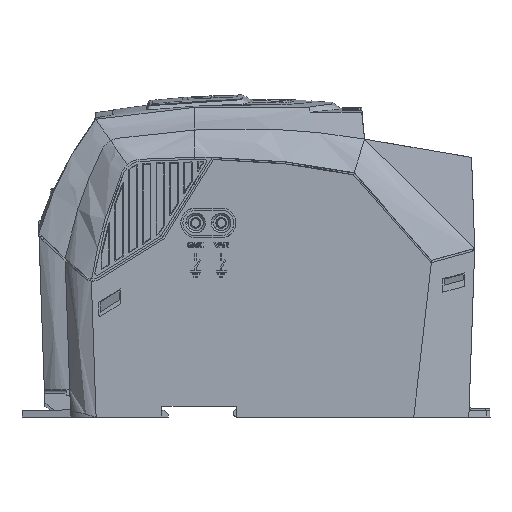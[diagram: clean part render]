
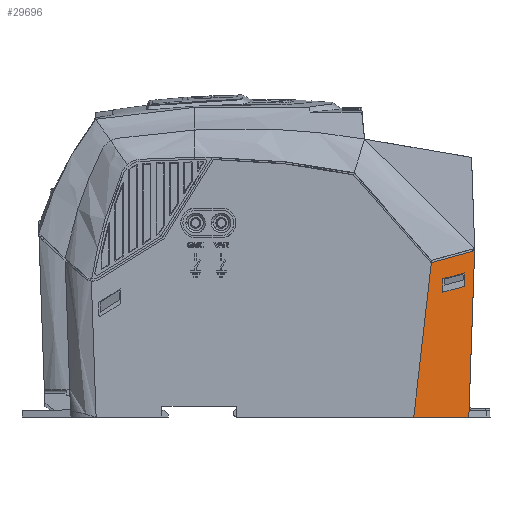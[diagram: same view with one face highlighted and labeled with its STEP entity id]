
A CAD part, left-side view. The second image highlights one B-rep face of the part: STEP entity #29696.
In plain terms, the highlighted free-form (B-spline) face has degree [2, 2] with [4, 4] control points.
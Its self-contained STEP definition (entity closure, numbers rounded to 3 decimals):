
#4092 = B_SPLINE_SURFACE_WITH_KNOTS ( 'NONE', 2, 2, ( 
 ( #101167, #193547, #285927, #10309 ),
 ( #291882, #113114, #134332, #225245 ),
 ( #85891, #37495, #111591, #129847 ),
 ( #157072, #202513, #64718, #222245 ) ),
 .UNSPECIFIED., .F., .F., .F.,
 ( 3, 1, 3 ),
 ( 3, 1, 3 ),
 ( 0., 1.594, 3.189 ),
 ( 0., 0.5, 1. ),
 .UNSPECIFIED. ) ;
#8813 = FACE_OUTER_BOUND ( 'NONE', #10738, .T. ) ;
#8839 = CARTESIAN_POINT ( 'NONE',  ( -89.585, -10.252, 33.135 ) ) ;
#10309 = CARTESIAN_POINT ( 'NONE',  ( -86.913, -21.968, 46.556 ) ) ;
#10738 = EDGE_LOOP ( 'NONE', ( #127604, #274813, #107580, #236483 ) ) ;
#12082 = VERTEX_POINT ( 'NONE', #277795 ) ;
#12460 = CARTESIAN_POINT ( 'NONE',  ( -91.098, 6.812, -33.048 ) ) ;
#18875 = CARTESIAN_POINT ( 'NONE',  ( -90.159, -6.968, 25.903 ) ) ;
#20106 = EDGE_CURVE ( 'NONE', #66656, #131524, #283498, .T. ) ;
#21001 = CARTESIAN_POINT ( 'NONE',  ( -85.873, -12.688, -33.048 ) ) ;
#21124 = CARTESIAN_POINT ( 'NONE',  ( -86.2, -21.255, 26.131 ) ) ;
#29696 = ADVANCED_FACE ( 'NONE', ( #123861, #8813 ), #4092, .T. ) ;
#30060 = VERTEX_POINT ( 'NONE', #18875 ) ;
#32402 = EDGE_CURVE ( 'NONE', #30060, #66656, #247411, .T. ) ;
#37495 = CARTESIAN_POINT ( 'NONE',  ( -89.773, -1.443, -14.198 ) ) ;
#47722 = EDGE_CURVE ( 'NONE', #236934, #187616, #125213, .T. ) ;
#49130 = CARTESIAN_POINT ( 'NONE',  ( -90.36, -6.968, 30.121 ) ) ;
#49517 = CARTESIAN_POINT ( 'NONE',  ( -88.406, -13.572, 27.722 ) ) ;
#53793 = EDGE_LOOP ( 'NONE', ( #117973, #87826, #55700, #212115 ) ) ;
#55700 = ORIENTED_EDGE ( 'NONE', *, *, #20106, .T. ) ;
#57901 = CARTESIAN_POINT ( 'NONE',  ( -91.523, 4.042, -8.739 ) ) ;
#58749 = CARTESIAN_POINT ( 'NONE',  ( -87.792, -16.968, 34.985 ) ) ;
#64718 = CARTESIAN_POINT ( 'NONE',  ( -85.873, -12.688, -33.048 ) ) ;
#66656 = VERTEX_POINT ( 'NONE', #261077 ) ;
#71057 = CARTESIAN_POINT ( 'NONE',  ( -84.827, -19.883, -13.147 ) ) ;
#72012 = EDGE_CURVE ( 'NONE', #118352, #236934, #257404, .T. ) ;
#72027 = B_SPLINE_CURVE_WITH_KNOTS ( 'NONE', 3,
 ( #101651, #171297, #172807, #124363 ),
 .UNSPECIFIED., .F., .F.,
 ( 4, 4 ),
 ( 0., 0.006 ),
 .UNSPECIFIED. ) ;
#85891 = CARTESIAN_POINT ( 'NONE',  ( -91.421, 4.704, -14.548 ) ) ;
#87826 = ORIENTED_EDGE ( 'NONE', *, *, #32402, .T. ) ;
#89697 = CARTESIAN_POINT ( 'NONE',  ( -88.794, -14.802, 43.545 ) ) ;
#90998 = CARTESIAN_POINT ( 'NONE',  ( -87.792, -16.968, 34.985 ) ) ;
#91411 = CARTESIAN_POINT ( 'NONE',  ( -91.098, 6.812, -33.048 ) ) ;
#94573 = CARTESIAN_POINT ( 'NONE',  ( -90.159, -6.968, 25.903 ) ) ;
#96441 = CARTESIAN_POINT ( 'NONE',  ( -87.504, -16.968, 28.657 ) ) ;
#101167 = CARTESIAN_POINT ( 'NONE',  ( -92.39, -1.62, 40.952 ) ) ;
#101651 = CARTESIAN_POINT ( 'NONE',  ( -87.792, -16.968, 34.985 ) ) ;
#104830 = CARTESIAN_POINT ( 'NONE',  ( -91.947, 1.272, 15.571 ) ) ;
#107580 = ORIENTED_EDGE ( 'NONE', *, *, #47722, .T. ) ;
#111591 = CARTESIAN_POINT ( 'NONE',  ( -86.476, -13.737, -13.498 ) ) ;
#113114 = CARTESIAN_POINT ( 'NONE',  ( -90.605, -4.952, 23.502 ) ) ;
#117973 = ORIENTED_EDGE ( 'NONE', *, *, #207230, .T. ) ;
#118352 = VERTEX_POINT ( 'NONE', #91411 ) ;
#123861 = FACE_BOUND ( 'NONE', #53793, .T. ) ;
#124363 = CARTESIAN_POINT ( 'NONE',  ( -87.504, -16.968, 28.657 ) ) ;
#125213 = B_SPLINE_CURVE_WITH_KNOTS ( 'NONE', 2,
 ( #272551, #71057, #21124, #139185 ),
 .UNSPECIFIED., .F., .F.,
 ( 3, 1, 3 ),
 ( 0., 0.507, 1. ),
 .UNSPECIFIED. ) ;
#127604 = ORIENTED_EDGE ( 'NONE', *, *, #241666, .F. ) ;
#129847 = CARTESIAN_POINT ( 'NONE',  ( -84.827, -19.883, -13.147 ) ) ;
#131524 = VERTEX_POINT ( 'NONE', #90998 ) ;
#133656 = CARTESIAN_POINT ( 'NONE',  ( -86.877, -21.932, 45.508 ) ) ;
#134332 = CARTESIAN_POINT ( 'NONE',  ( -87.68, -15.833, 25.604 ) ) ;
#134607 = CARTESIAN_POINT ( 'NONE',  ( -89.357, 0.312, -33.048 ) ) ;
#135359 = VERTEX_POINT ( 'NONE', #295543 ) ;
#139185 = CARTESIAN_POINT ( 'NONE',  ( -86.877, -21.932, 45.508 ) ) ;
#146334 = CARTESIAN_POINT ( 'NONE',  ( -89.291, -10.239, 26.804 ) ) ;
#149619 = CARTESIAN_POINT ( 'NONE',  ( -90.023, -8.61, 32.683 ) ) ;
#151105 = CARTESIAN_POINT ( 'NONE',  ( -88.244, -15.277, 34.519 ) ) ;
#152183 = CARTESIAN_POINT ( 'NONE',  ( -86.877, -21.932, 45.508 ) ) ;
#157072 = CARTESIAN_POINT ( 'NONE',  ( -91.098, 6.812, -33.048 ) ) ;
#171297 = CARTESIAN_POINT ( 'NONE',  ( -87.696, -16.968, 32.876 ) ) ;
#172807 = CARTESIAN_POINT ( 'NONE',  ( -87.6, -16.968, 30.766 ) ) ;
#174510 = CARTESIAN_POINT ( 'NONE',  ( -84.132, -19.188, -33.048 ) ) ;
#175314 = CARTESIAN_POINT ( 'NONE',  ( -88.695, -13.585, 34.053 ) ) ;
#182100 = CARTESIAN_POINT ( 'NONE',  ( -92.371, -1.498, 39.881 ) ) ;
#186946 = CARTESIAN_POINT ( 'NONE',  ( -90.259, -6.968, 28.012 ) ) ;
#187616 = VERTEX_POINT ( 'NONE', #152183 ) ;
#192475 = B_SPLINE_CURVE_WITH_KNOTS ( 'NONE', 3,
 ( #133656, #89697, #272983, #182100 ),
 .UNSPECIFIED., .F., .F.,
 ( 4, 4 ),
 ( 0., 1. ),
 .UNSPECIFIED. ) ;
#193547 = CARTESIAN_POINT ( 'NONE',  ( -91.021, -6.707, 42.353 ) ) ;
#195021 = B_SPLINE_CURVE_WITH_KNOTS ( 'NONE', 3,
 ( #96441, #49517, #146334, #285694 ),
 .UNSPECIFIED., .F., .F.,
 ( 4, 4 ),
 ( 0., 1. ),
 .UNSPECIFIED. ) ;
#202513 = CARTESIAN_POINT ( 'NONE',  ( -89.357, 0.312, -33.048 ) ) ;
#207230 = EDGE_CURVE ( 'NONE', #135359, #30060, #195021, .T. ) ;
#212115 = ORIENTED_EDGE ( 'NONE', *, *, #266724, .T. ) ;
#221430 = CARTESIAN_POINT ( 'NONE',  ( -92.371, -1.498, 39.881 ) ) ;
#222245 = CARTESIAN_POINT ( 'NONE',  ( -84.132, -19.188, -33.048 ) ) ;
#225245 = CARTESIAN_POINT ( 'NONE',  ( -86.218, -21.273, 26.655 ) ) ;
#225520 = CARTESIAN_POINT ( 'NONE',  ( -84.132, -19.188, -33.048 ) ) ;
#228659 = EDGE_CURVE ( 'NONE', #187616, #12082, #192475, .T. ) ;
#233889 = CARTESIAN_POINT ( 'NONE',  ( -90.461, -6.968, 32.231 ) ) ;
#236483 = ORIENTED_EDGE ( 'NONE', *, *, #228659, .T. ) ;
#236934 = VERTEX_POINT ( 'NONE', #174510 ) ;
#239019 = CARTESIAN_POINT ( 'NONE',  ( -90.461, -6.968, 32.231 ) ) ;
#240514 = CARTESIAN_POINT ( 'NONE',  ( -89.147, -11.894, 33.587 ) ) ;
#241666 = EDGE_CURVE ( 'NONE', #118352, #12082, #244848, .T. ) ;
#244848 = B_SPLINE_CURVE_WITH_KNOTS ( 'NONE', 3,
 ( #12460, #57901, #104830, #221430 ),
 .UNSPECIFIED., .F., .F.,
 ( 4, 4 ),
 ( 0., 1. ),
 .UNSPECIFIED. ) ;
#247411 = B_SPLINE_CURVE_WITH_KNOTS ( 'NONE', 3,
 ( #94573, #186946, #49130, #233889 ),
 .UNSPECIFIED., .F., .F.,
 ( 4, 4 ),
 ( 0., 0.006 ),
 .UNSPECIFIED. ) ;
#249717 = CARTESIAN_POINT ( 'NONE',  ( -91.098, 6.812, -33.048 ) ) ;
#257404 = B_SPLINE_CURVE_WITH_KNOTS ( 'NONE', 2,
 ( #249717, #134607, #21001, #225520 ),
 .UNSPECIFIED., .F., .F.,
 ( 3, 1, 3 ),
 ( 0., 0.5, 1. ),
 .UNSPECIFIED. ) ;
#261077 = CARTESIAN_POINT ( 'NONE',  ( -90.461, -6.968, 32.231 ) ) ;
#266724 = EDGE_CURVE ( 'NONE', #131524, #135359, #72027, .T. ) ;
#272551 = CARTESIAN_POINT ( 'NONE',  ( -84.132, -19.188, -33.048 ) ) ;
#272983 = CARTESIAN_POINT ( 'NONE',  ( -90.626, -7.991, 41.669 ) ) ;
#274813 = ORIENTED_EDGE ( 'NONE', *, *, #72012, .T. ) ;
#277795 = CARTESIAN_POINT ( 'NONE',  ( -92.371, -1.498, 39.881 ) ) ;
#283498 = B_SPLINE_CURVE_WITH_KNOTS ( 'NONE', 3,
 ( #239019, #149619, #8839, #240514, #175314, #151105, #58749 ),
 .UNSPECIFIED., .F., .F.,
 ( 4, 3, 4 ),
 ( 0.008, 0.013, 0.019 ),
 .UNSPECIFIED. ) ;
#285694 = CARTESIAN_POINT ( 'NONE',  ( -90.159, -6.968, 25.903 ) ) ;
#285927 = CARTESIAN_POINT ( 'NONE',  ( -88.283, -16.881, 45.155 ) ) ;
#291882 = CARTESIAN_POINT ( 'NONE',  ( -92.067, 0.488, 22.452 ) ) ;
#295543 = CARTESIAN_POINT ( 'NONE',  ( -87.504, -16.968, 28.657 ) ) ;
